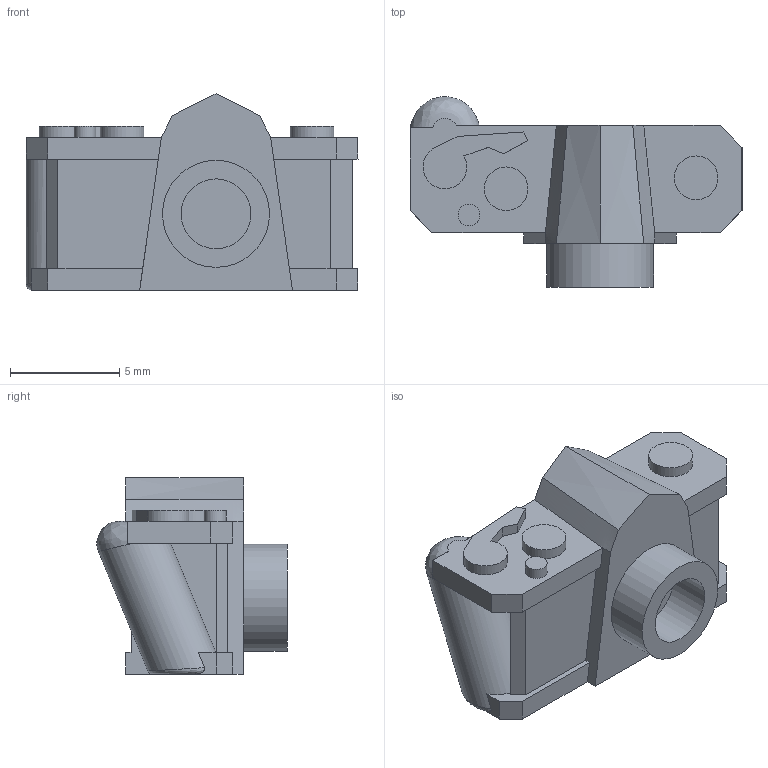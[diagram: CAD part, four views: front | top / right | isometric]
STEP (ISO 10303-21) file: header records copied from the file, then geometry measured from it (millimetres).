
FILE_DESCRIPTION(/* description */ (''),/* implementation_level */ '2;1');
FILE_NAME(/* name */ 'lego_nikonFCamera',/* time_stamp */ '2023-10-18T22:52:38-04:00',/* author */ ('George Moua'),/* organization */ ('Archive 663'),/* preprocessor_version */ 'ST-DEVELOPER v16.7',/* originating_system */ 'Solid Edge',/* authorisation */ 'Unknown');
FILE_SCHEMA (('AUTOMOTIVE_DESIGN {1 0 10303 214 3 1 1}'));
Length unit declared in the file: millimetre
Products named in the file (1): lego_nikonFCamera
Bounding box: 15.2 x 8.72 x 9 mm (x, y, z)
Volume: 485.9 mm3; surface area: 579.3 mm2
Topology: 1 solids, 1 shells, 62 faces, 166 edges, 110 vertices
Faces by surface type: plane 48, cylinder 7, bspline 7
Full cylindrical faces by diameter (mm): 1 x1, 2 x2, 3.2 x2, 4.9 x1
Entity records: 4154 total; most frequent: CARTESIAN_POINT 2657, ORIENTED_EDGE 312, DIRECTION 269, EDGE_CURVE 156, LINE 119, VECTOR 119, VERTEX_POINT 106, AXIS2_PLACEMENT_3D 75
